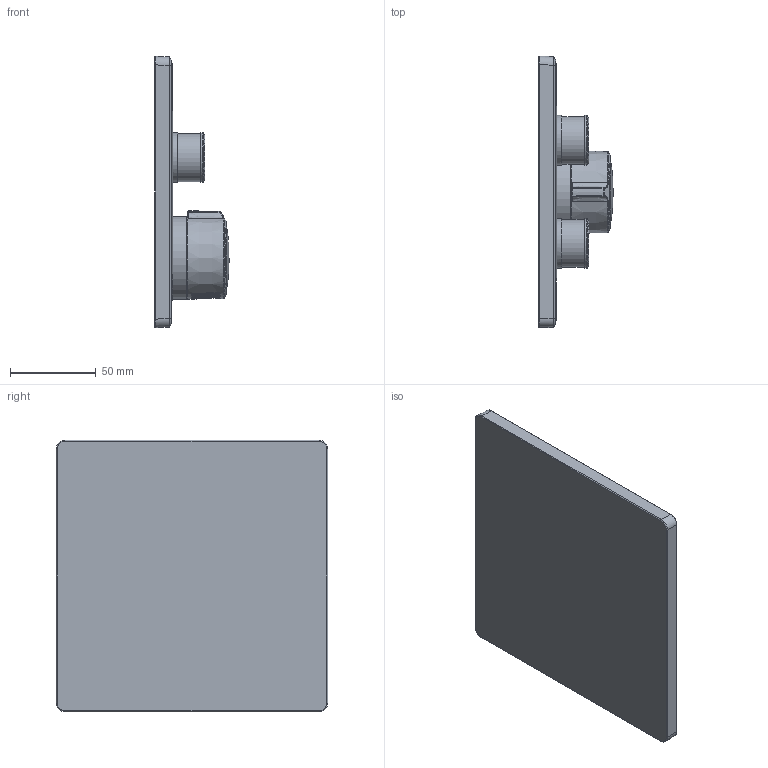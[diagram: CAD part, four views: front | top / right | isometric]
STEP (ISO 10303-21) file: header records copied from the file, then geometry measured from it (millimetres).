
FILE_DESCRIPTION(/* description */ ('Unknown'),/* implementation_level */ '2;1');
FILE_NAME(/* name */ '29148000',/* time_stamp */ '2022-09-07T07:42:51+02:00',/* author */ ('Unknown'),/* organization */ ('GROHE AG'),/* preprocessor_version */ 'ST-DEVELOPER v16.7',/* originating_system */ 'DEX',/* authorisation */ $);
FILE_SCHEMA (('AUTOMOTIVE_DESIGN {1 0 10303 214 3 1 1}'));
Products named in the file (9): 29148000; 29148000_0; 29148000_1; 160617_SMC_TurningKnob_Housing_facetted_29mm_Lob; 160617_SMC_TurningKnob_Housing_facetted_29mm_Lob_0; 29148000_2; 29148000_3; 29148000_4
Assembly tree (8 placements, depth 2):
  29148000
    29148000
    29148000_0
    29148000_1
    160617_SMC_TurningKnob_Housing_facetted_29mm_Lob
    160617_SMC_TurningKnob_Housing_facetted_29mm_Lob_0
    29148000_2
    29148000_3
    29148000_4
Bounding box: 43.32 x 157.96 x 157.96 mm (x, y, z)
Volume: 319235.9 mm3; surface area: 92793.3 mm2
Topology: 8 solids, 10 shells, 2225 faces, 5555 edges, 3681 vertices
Faces by surface type: plane 884, cone 814, cylinder 455, bspline 51, torus 14, sphere 7
Full cylindrical faces by diameter (mm): 20 x2, 24.5 x2, 27.755 x1, 27.98 x1, 28.64 x2, 29 x4, 29.7 x2, 33.3 x2, 40.4 x1, 42.1 x1, 48.18 x1, 48.5 x1, 52.5 x1
Entity records: 84603 total; most frequent: CARTESIAN_POINT 18877, ORIENTED_EDGE 10946, DIRECTION 9759, EDGE_CURVE 5473, AXIS2_PLACEMENT_3D 4002, VERTEX_POINT 3654, EDGE_LOOP 2613, FACE_BOUND 2613
